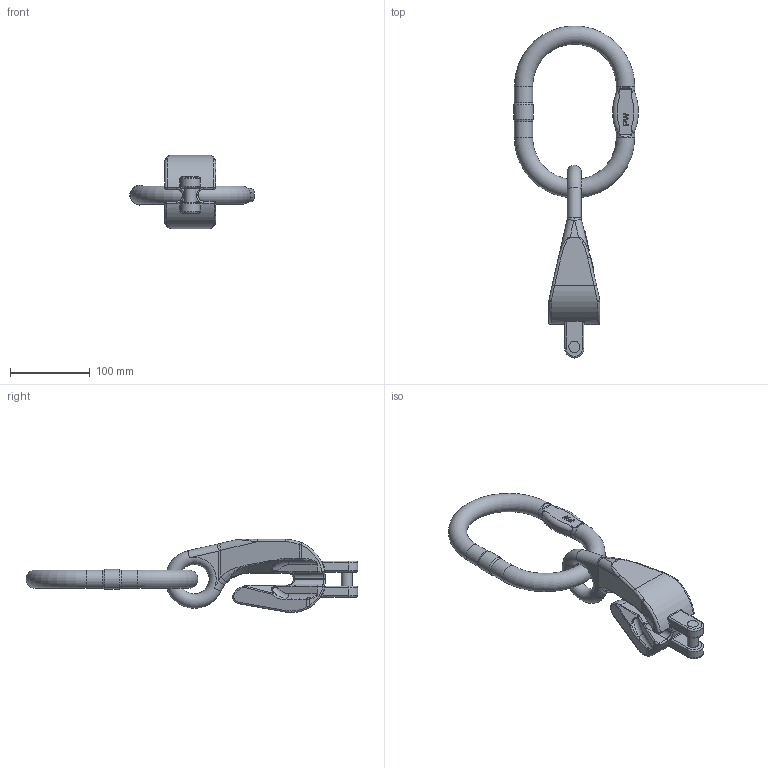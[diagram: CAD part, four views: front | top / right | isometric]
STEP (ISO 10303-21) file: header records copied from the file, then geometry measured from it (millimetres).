
FILE_DESCRIPTION(/* description */ (''),/* implementation_level */ '2;1');
FILE_NAME(/* name */ 'VMXKW1-13 Kundenmodell.stp',/* time_stamp */ '2017-11-08T16:01:33+01:00',/* author */ (''),/* organization */ (''),/* preprocessor_version */ 'ST-DEVELOPER v16',/* originating_system */ 'SIEMENS PLM Software NX 11.0',/* authorisation */ '');
FILE_SCHEMA (('AUTOMOTIVE_DESIGN { 1 0 10303 214 3 1 1 1 }'));
Length unit declared in the file: millimetre
Products named in the file (1): zer27EC82323p3v
Bounding box: 156.41 x 416.89 x 92 mm (x, y, z)
Volume: 636143.6 mm3; surface area: 96249.5 mm2
Topology: 3 solids, 3 shells, 600 faces, 1510 edges, 932 vertices
Faces by surface type: plane 222, extrusion 132, cylinder 98, bspline 93, torus 34, sphere 15, cone 6
Full cylindrical faces by diameter (mm): 14 x3, 23 x4, 24.725 x1
Entity records: 21791 total; most frequent: CARTESIAN_POINT 8475, ORIENTED_EDGE 2952, DIRECTION 2265, EDGE_CURVE 1476, VERTEX_POINT 926, VECTOR 791, AXIS2_PLACEMENT_3D 737, LINE 659
